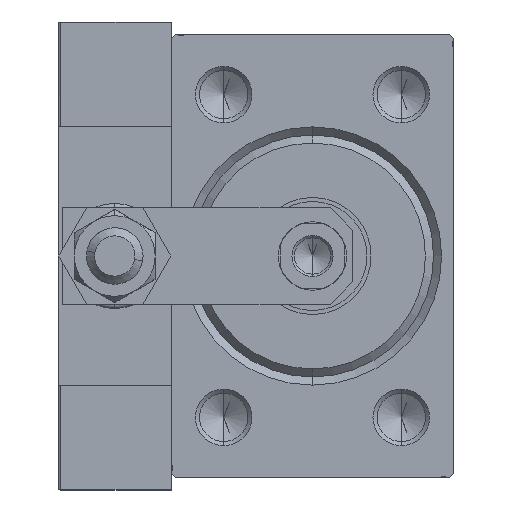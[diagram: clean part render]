
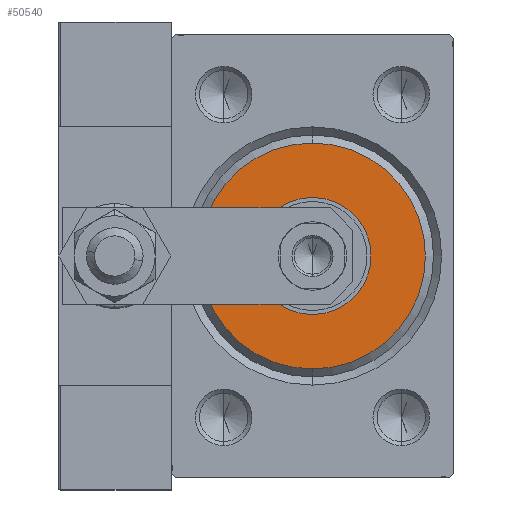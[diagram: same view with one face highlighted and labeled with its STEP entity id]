
A CAD part, left-side view. The second image highlights one B-rep face of the part: STEP entity #50540.
In plain terms, the highlighted face is planar.
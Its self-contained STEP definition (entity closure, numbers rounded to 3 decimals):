
#837 = DIRECTION ( 'NONE',  ( 0., 0., -1. ) ) ;
#4019 = CARTESIAN_POINT ( 'NONE',  ( 3., 0., 7.25 ) ) ;
#4355 = DIRECTION ( 'NONE',  ( 0., 0., -1. ) ) ;
#5870 = EDGE_CURVE ( 'NONE', #13260, #12661, #31677, .T. ) ;
#7313 = ORIENTED_EDGE ( 'NONE', *, *, #38255, .F. ) ;
#11021 = CIRCLE ( 'NONE', #49158, 14. ) ;
#11994 = AXIS2_PLACEMENT_3D ( 'NONE', #20544, #36390, #837 ) ;
#12661 = VERTEX_POINT ( 'NONE', #46649 ) ;
#13058 = ORIENTED_EDGE ( 'NONE', *, *, #39450, .T. ) ;
#13260 = VERTEX_POINT ( 'NONE', #4019 ) ;
#13706 = EDGE_LOOP ( 'NONE', ( #7313, #28878 ) ) ;
#15125 = AXIS2_PLACEMENT_3D ( 'NONE', #15815, #39421, #45565 ) ;
#15815 = CARTESIAN_POINT ( 'NONE',  ( 3., 0., 0. ) ) ;
#16041 = DIRECTION ( 'NONE',  ( 1., 0., 0. ) ) ;
#16799 = CARTESIAN_POINT ( 'NONE',  ( 3., 0., 0. ) ) ;
#20302 = CIRCLE ( 'NONE', #42655, 14. ) ;
#20544 = CARTESIAN_POINT ( 'NONE',  ( 3., 0., 0. ) ) ;
#23901 = AXIS2_PLACEMENT_3D ( 'NONE', #28723, #32866, #44039 ) ;
#24567 = FACE_BOUND ( 'NONE', #13706, .T. ) ;
#28723 = CARTESIAN_POINT ( 'NONE',  ( 3., 0., 0. ) ) ;
#28878 = ORIENTED_EDGE ( 'NONE', *, *, #5870, .F. ) ;
#29561 = CARTESIAN_POINT ( 'NONE',  ( 3., 0., 0. ) ) ;
#29813 = ORIENTED_EDGE ( 'NONE', *, *, #34512, .T. ) ;
#31677 = CIRCLE ( 'NONE', #15125, 7.25 ) ;
#32866 = DIRECTION ( 'NONE',  ( 1., 0., 0. ) ) ;
#34512 = EDGE_CURVE ( 'NONE', #50975, #50998, #11021, .T. ) ;
#36390 = DIRECTION ( 'NONE',  ( 1., 0., 0. ) ) ;
#38255 = EDGE_CURVE ( 'NONE', #12661, #13260, #50929, .T. ) ;
#38975 = CARTESIAN_POINT ( 'NONE',  ( 3., 0., -14. ) ) ;
#39421 = DIRECTION ( 'NONE',  ( 1., 0., 0. ) ) ;
#39450 = EDGE_CURVE ( 'NONE', #50998, #50975, #20302, .T. ) ;
#40392 = PLANE ( 'NONE',  #23901 ) ;
#42655 = AXIS2_PLACEMENT_3D ( 'NONE', #16799, #16041, #4355 ) ;
#44039 = DIRECTION ( 'NONE',  ( 0., 0., -1. ) ) ;
#45397 = DIRECTION ( 'NONE',  ( 1., 0., 0. ) ) ;
#45565 = DIRECTION ( 'NONE',  ( 0., 0., -1. ) ) ;
#45761 = CARTESIAN_POINT ( 'NONE',  ( 3., 0., 14. ) ) ;
#46148 = EDGE_LOOP ( 'NONE', ( #29813, #13058 ) ) ;
#46649 = CARTESIAN_POINT ( 'NONE',  ( 3., 0., -7.25 ) ) ;
#48718 = FACE_OUTER_BOUND ( 'NONE', #46148, .T. ) ;
#49050 = DIRECTION ( 'NONE',  ( 0., 0., -1. ) ) ;
#49158 = AXIS2_PLACEMENT_3D ( 'NONE', #29561, #45397, #49050 ) ;
#50540 = ADVANCED_FACE ( 'NONE', ( #48718, #24567 ), #40392, .T. ) ;
#50929 = CIRCLE ( 'NONE', #11994, 7.25 ) ;
#50975 = VERTEX_POINT ( 'NONE', #45761 ) ;
#50998 = VERTEX_POINT ( 'NONE', #38975 ) ;
